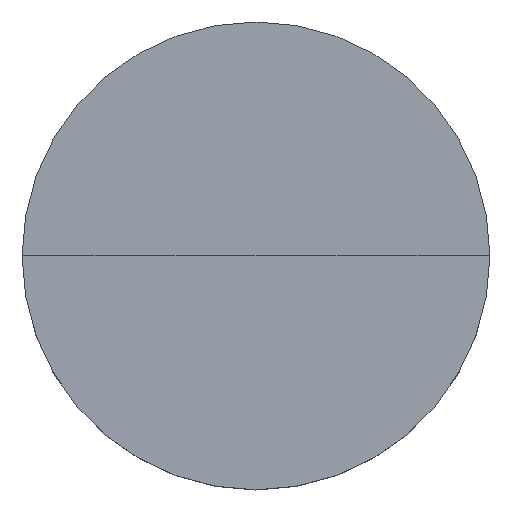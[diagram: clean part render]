
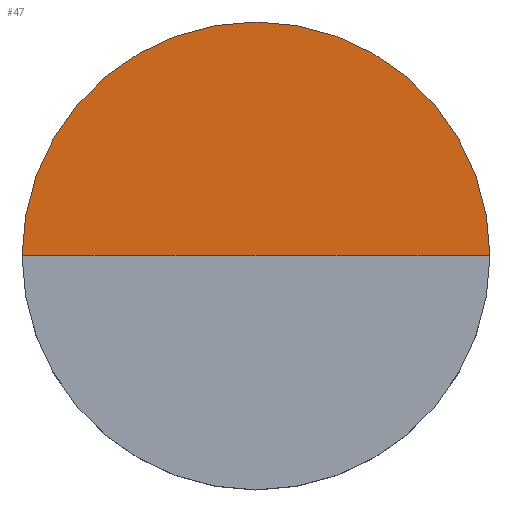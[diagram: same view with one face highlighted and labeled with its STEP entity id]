
A CAD part, top view. The second image highlights one B-rep face of the part: STEP entity #47.
In plain terms, the highlighted spherical face has radius 3000 mm.
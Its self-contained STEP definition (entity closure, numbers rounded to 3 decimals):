
#6 = DIRECTION ( 'NONE',  ( 1., 0., 0. ) ) ;
#9 = DIRECTION ( 'NONE',  ( 1., 0., 0. ) ) ;
#11 = AXIS2_PLACEMENT_3D ( 'NONE', #34, #24, #6 ) ;
#23 = CIRCLE ( 'NONE', #161, 12.7 ) ;
#24 = DIRECTION ( 'NONE',  ( 0., -1., 0. ) ) ;
#34 = CARTESIAN_POINT ( 'NONE',  ( 0., 0., 3005.973 ) ) ;
#36 = ORIENTED_EDGE ( 'NONE', *, *, #108, .F. ) ;
#37 = CARTESIAN_POINT ( 'NONE',  ( 0., 0., 6. ) ) ;
#38 = VERTEX_POINT ( 'NONE', #197 ) ;
#40 = FACE_OUTER_BOUND ( 'NONE', #104, .T. ) ;
#47 = ADVANCED_FACE ( 'NONE', ( #40 ), #181, .F. ) ;
#59 = DIRECTION ( 'NONE',  ( 0., 1., 0. ) ) ;
#60 = VERTEX_POINT ( 'NONE', #134 ) ;
#63 = EDGE_CURVE ( 'NONE', #38, #60, #23, .T. ) ;
#65 = AXIS2_PLACEMENT_3D ( 'NONE', #195, #103, #131 ) ;
#78 = CIRCLE ( 'NONE', #11, 3000. ) ;
#94 = ORIENTED_EDGE ( 'NONE', *, *, #63, .F. ) ;
#103 = DIRECTION ( 'NONE',  ( 0., -1., 0. ) ) ;
#104 = EDGE_LOOP ( 'NONE', ( #94, #154, #36 ) ) ;
#108 = EDGE_CURVE ( 'NONE', #60, #199, #145, .T. ) ;
#113 = EDGE_CURVE ( 'NONE', #38, #199, #78, .T. ) ;
#131 = DIRECTION ( 'NONE',  ( 1., 0., 0. ) ) ;
#134 = CARTESIAN_POINT ( 'NONE',  ( 12.7, 0., 6. ) ) ;
#145 = CIRCLE ( 'NONE', #182, 3000. ) ;
#147 = DIRECTION ( 'NONE',  ( 0., 0., -1. ) ) ;
#154 = ORIENTED_EDGE ( 'NONE', *, *, #113, .T. ) ;
#156 = CARTESIAN_POINT ( 'NONE',  ( 0., 0., 5.973 ) ) ;
#161 = AXIS2_PLACEMENT_3D ( 'NONE', #37, #147, #9 ) ;
#179 = DIRECTION ( 'NONE',  ( 0., 0., 1. ) ) ;
#181 = SPHERICAL_SURFACE ( 'NONE', #65, 3000. ) ;
#182 = AXIS2_PLACEMENT_3D ( 'NONE', #198, #59, #179 ) ;
#195 = CARTESIAN_POINT ( 'NONE',  ( 0., 0., 3005.973 ) ) ;
#197 = CARTESIAN_POINT ( 'NONE',  ( -12.7, 0., 6. ) ) ;
#198 = CARTESIAN_POINT ( 'NONE',  ( 0., 0., 3005.973 ) ) ;
#199 = VERTEX_POINT ( 'NONE', #156 ) ;
